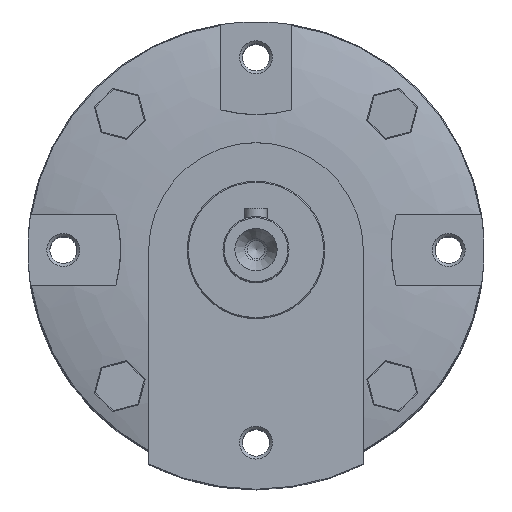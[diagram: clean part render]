
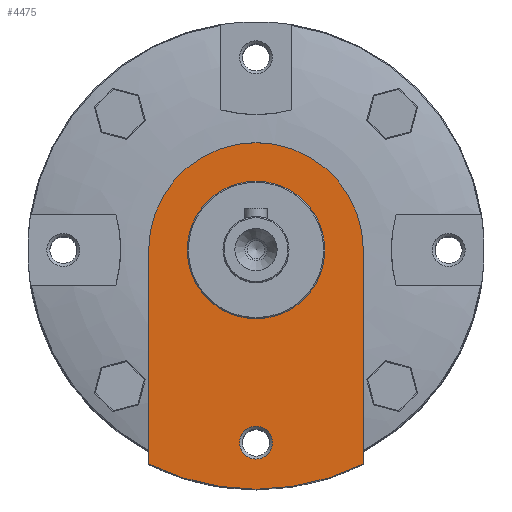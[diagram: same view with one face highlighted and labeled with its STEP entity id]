
A CAD part, top view. The second image highlights one B-rep face of the part: STEP entity #4475.
In plain terms, the highlighted planar face has unit normal (0, 0, 1).
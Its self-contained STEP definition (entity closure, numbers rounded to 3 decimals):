
#78=PLANE('',#4841);
#452=LINE('',#7095,#808);
#456=LINE('',#7110,#812);
#808=VECTOR('',#5421,1000.);
#812=VECTOR('',#5427,1000.);
#1311=ORIENTED_EDGE('',*,*,#2556,.T.);
#1312=ORIENTED_EDGE('',*,*,#2578,.T.);
#1313=ORIENTED_EDGE('',*,*,#2550,.T.);
#1314=ORIENTED_EDGE('',*,*,#2361,.T.);
#1315=ORIENTED_EDGE('',*,*,#2579,.F.);
#1316=ORIENTED_EDGE('',*,*,#2580,.T.);
#2361=EDGE_CURVE('',#3002,#3001,#3447,.T.);
#2550=EDGE_CURVE('',#3189,#3002,#452,.T.);
#2556=EDGE_CURVE('',#3001,#3190,#456,.T.);
#2578=EDGE_CURVE('',#3190,#3189,#3499,.F.);
#2579=EDGE_CURVE('',#3207,#3207,#3500,.T.);
#2580=EDGE_CURVE('',#3208,#3208,#3501,.T.);
#3001=VERTEX_POINT('',#6484);
#3002=VERTEX_POINT('',#6486);
#3189=VERTEX_POINT('',#7096);
#3190=VERTEX_POINT('',#7109);
#3207=VERTEX_POINT('',#7191);
#3208=VERTEX_POINT('',#7193);
#3447=CIRCLE('',#4769,43.475);
#3499=CIRCLE('',#4842,19.5);
#3500=CIRCLE('',#4843,3.);
#3501=CIRCLE('',#4844,12.5);
#3643=EDGE_LOOP('',(#1311,#1312,#1313,#1314));
#3644=EDGE_LOOP('',(#1315));
#3645=EDGE_LOOP('',(#1316));
#4029=FACE_BOUND('',#3643,.T.);
#4030=FACE_BOUND('',#3644,.T.);
#4031=FACE_BOUND('',#3645,.T.);
#4475=ADVANCED_FACE('',(#4029,#4030,#4031),#78,.F.);
#4769=AXIS2_PLACEMENT_3D('',#6485,#5225,#5226);
#4841=AXIS2_PLACEMENT_3D('',#7188,#5460,#5461);
#4842=AXIS2_PLACEMENT_3D('',#7189,#5462,#5463);
#4843=AXIS2_PLACEMENT_3D('',#7190,#5464,#5465);
#4844=AXIS2_PLACEMENT_3D('',#7192,#5466,#5467);
#5225=DIRECTION('',(0.,0.,1.));
#5226=DIRECTION('',(1.,0.,0.));
#5421=DIRECTION('',(0.,-1.,0.));
#5427=DIRECTION('',(0.,1.,0.));
#5460=DIRECTION('',(0.,0.,-1.));
#5461=DIRECTION('',(-1.,0.,0.));
#5462=DIRECTION('',(0.,0.,-1.));
#5463=DIRECTION('',(-1.,0.,0.));
#5464=DIRECTION('',(0.,0.,1.));
#5465=DIRECTION('',(1.,0.,0.));
#5466=DIRECTION('',(0.,0.,-1.));
#5467=DIRECTION('',(-1.,0.,0.));
#6484=CARTESIAN_POINT('',(19.5,-38.856,-3.));
#6485=CARTESIAN_POINT('',(0.,0.,-3.));
#6486=CARTESIAN_POINT('',(-19.5,-38.856,-3.));
#7095=CARTESIAN_POINT('',(-19.5,0.,-3.));
#7096=CARTESIAN_POINT('',(-19.5,0.,-3.));
#7109=CARTESIAN_POINT('',(19.5,0.,-3.));
#7110=CARTESIAN_POINT('',(19.5,-38.856,-3.));
#7188=CARTESIAN_POINT('',(0.,12.5,-3.));
#7189=CARTESIAN_POINT('',(0.,0.,-3.));
#7190=CARTESIAN_POINT('',(0.,-35.,-3.));
#7191=CARTESIAN_POINT('',(3.,-35.,-3.));
#7192=CARTESIAN_POINT('',(0.,0.,-3.));
#7193=CARTESIAN_POINT('',(-12.5,0.,-3.));
